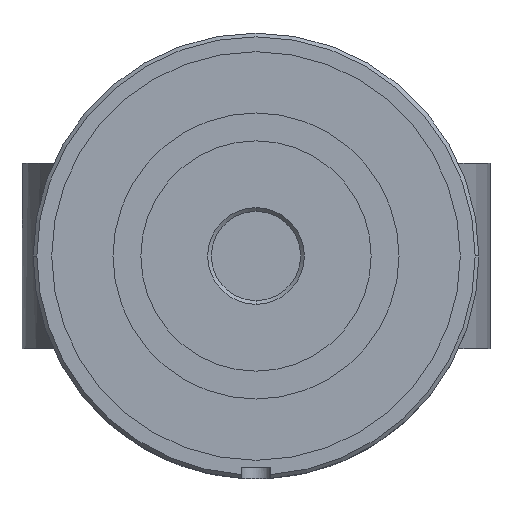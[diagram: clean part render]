
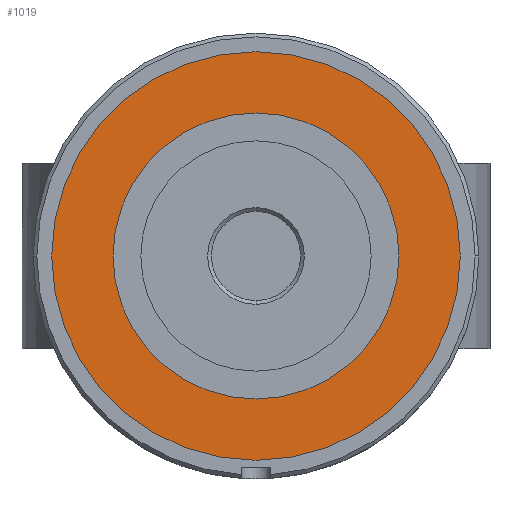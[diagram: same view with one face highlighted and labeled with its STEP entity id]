
A CAD part, left-side view. The second image highlights one B-rep face of the part: STEP entity #1019.
In plain terms, the highlighted planar face has unit normal (-1, 0, 0).
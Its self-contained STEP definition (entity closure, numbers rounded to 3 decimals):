
#3 = CARTESIAN_POINT ( 'NONE',  ( -59.5, 0., 27.5 ) ) ;
#153 = CARTESIAN_POINT ( 'NONE',  ( -59.5, 0., -19.25 ) ) ;
#336 = FACE_OUTER_BOUND ( 'NONE', #2167, .T. ) ;
#349 = ORIENTED_EDGE ( 'NONE', *, *, #1717, .F. ) ;
#523 = PLANE ( 'NONE',  #1409 ) ;
#561 = DIRECTION ( 'NONE',  ( 1., 0., 0. ) ) ;
#573 = DIRECTION ( 'NONE',  ( 1., 0., 0. ) ) ;
#660 = ORIENTED_EDGE ( 'NONE', *, *, #843, .F. ) ;
#716 = FACE_BOUND ( 'NONE', #1616, .T. ) ;
#745 = CIRCLE ( 'NONE', #1525, 27.5 ) ;
#760 = CARTESIAN_POINT ( 'NONE',  ( -59.5, 0., 19.25 ) ) ;
#843 = EDGE_CURVE ( 'NONE', #1376, #1578, #745, .T. ) ;
#862 = CARTESIAN_POINT ( 'NONE',  ( -59.5, 0., 0. ) ) ;
#904 = DIRECTION ( 'NONE',  ( 0., 0., 1. ) ) ;
#910 = DIRECTION ( 'NONE',  ( 1., 0., 0. ) ) ;
#1019 = ADVANCED_FACE ( 'NONE', ( #336, #716 ), #523, .F. ) ;
#1104 = AXIS2_PLACEMENT_3D ( 'NONE', #1602, #1799, #904 ) ;
#1274 = DIRECTION ( 'NONE',  ( 0., 0., 1. ) ) ;
#1350 = DIRECTION ( 'NONE',  ( 0., 0., 1. ) ) ;
#1376 = VERTEX_POINT ( 'NONE', #3 ) ;
#1409 = AXIS2_PLACEMENT_3D ( 'NONE', #1576, #910, #1796 ) ;
#1493 = VERTEX_POINT ( 'NONE', #760 ) ;
#1525 = AXIS2_PLACEMENT_3D ( 'NONE', #1810, #573, #1986 ) ;
#1550 = CIRCLE ( 'NONE', #1843, 19.25 ) ;
#1553 = ORIENTED_EDGE ( 'NONE', *, *, #2130, .F. ) ;
#1554 = CIRCLE ( 'NONE', #1814, 27.5 ) ;
#1576 = CARTESIAN_POINT ( 'NONE',  ( -59.5, 19.25, 0. ) ) ;
#1578 = VERTEX_POINT ( 'NONE', #2046 ) ;
#1602 = CARTESIAN_POINT ( 'NONE',  ( -59.5, 0., 0. ) ) ;
#1616 = EDGE_LOOP ( 'NONE', ( #1553, #349 ) ) ;
#1700 = EDGE_CURVE ( 'NONE', #1578, #1376, #1554, .T. ) ;
#1717 = EDGE_CURVE ( 'NONE', #2143, #1493, #2112, .T. ) ;
#1796 = DIRECTION ( 'NONE',  ( 0., 0., -1. ) ) ;
#1799 = DIRECTION ( 'NONE',  ( -1., 0., 0. ) ) ;
#1810 = CARTESIAN_POINT ( 'NONE',  ( -59.5, 0., 0. ) ) ;
#1814 = AXIS2_PLACEMENT_3D ( 'NONE', #2174, #561, #1274 ) ;
#1843 = AXIS2_PLACEMENT_3D ( 'NONE', #862, #1910, #1350 ) ;
#1884 = ORIENTED_EDGE ( 'NONE', *, *, #1700, .F. ) ;
#1910 = DIRECTION ( 'NONE',  ( -1., 0., 0. ) ) ;
#1986 = DIRECTION ( 'NONE',  ( 0., 0., 1. ) ) ;
#2046 = CARTESIAN_POINT ( 'NONE',  ( -59.5, 0., -27.5 ) ) ;
#2112 = CIRCLE ( 'NONE', #1104, 19.25 ) ;
#2130 = EDGE_CURVE ( 'NONE', #1493, #2143, #1550, .T. ) ;
#2143 = VERTEX_POINT ( 'NONE', #153 ) ;
#2167 = EDGE_LOOP ( 'NONE', ( #660, #1884 ) ) ;
#2174 = CARTESIAN_POINT ( 'NONE',  ( -59.5, 0., 0. ) ) ;
